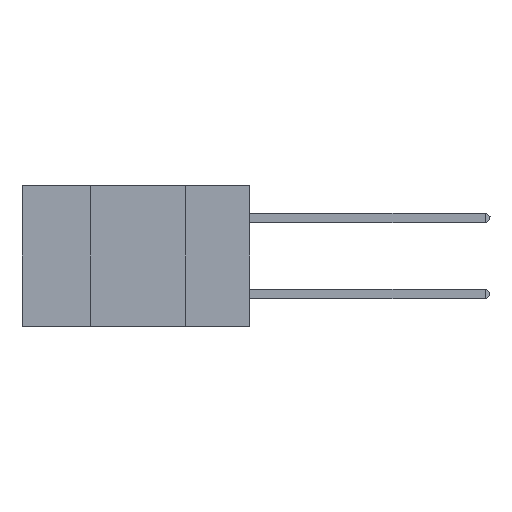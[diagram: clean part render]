
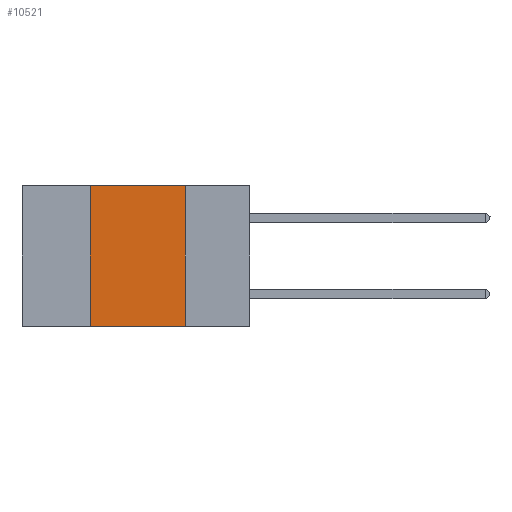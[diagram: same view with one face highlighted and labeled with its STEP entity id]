
A CAD part, left-side view. The second image highlights one B-rep face of the part: STEP entity #10521.
In plain terms, the highlighted planar face has unit normal (-1, 0, 0).
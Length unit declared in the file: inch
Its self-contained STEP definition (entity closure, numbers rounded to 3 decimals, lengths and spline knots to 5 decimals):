
#117 = LINE ( 'NONE', #7537, #21881 ) ;
#1651 = CARTESIAN_POINT ( 'NONE',  ( 0., 0.17, 0. ) ) ;
#1666 = VERTEX_POINT ( 'NONE', #2731 ) ;
#2731 = CARTESIAN_POINT ( 'NONE',  ( 0., 0.17, -0.37 ) ) ;
#2939 = VECTOR ( 'NONE', #8551, 39.37008 ) ;
#3613 = FACE_OUTER_BOUND ( 'NONE', #17582, .T. ) ;
#4360 = LINE ( 'NONE', #11998, #22473 ) ;
#6187 = CARTESIAN_POINT ( 'NONE',  ( 0., 0.42, 0. ) ) ;
#6249 = PLANE ( 'NONE',  #6695 ) ;
#6494 = CARTESIAN_POINT ( 'NONE',  ( 0., 0.6, -0.37 ) ) ;
#6695 = AXIS2_PLACEMENT_3D ( 'NONE', #14145, #10304, #16210 ) ;
#7052 = CARTESIAN_POINT ( 'NONE',  ( 0., 0.17, 0. ) ) ;
#7537 = CARTESIAN_POINT ( 'NONE',  ( 0., 0.42, 0. ) ) ;
#7913 = EDGE_CURVE ( 'NONE', #22244, #11031, #117, .T. ) ;
#8129 = DIRECTION ( 'NONE',  ( 0., 0., 1. ) ) ;
#8551 = DIRECTION ( 'NONE',  ( 0., -1., 0. ) ) ;
#9014 = CARTESIAN_POINT ( 'NONE',  ( 0., 0.42, -0.37 ) ) ;
#9830 = ORIENTED_EDGE ( 'NONE', *, *, #18068, .F. ) ;
#10304 = DIRECTION ( 'NONE',  ( 1., 0., 0. ) ) ;
#10521 = ADVANCED_FACE ( 'NONE', ( #3613 ), #6249, .F. ) ;
#11031 = VERTEX_POINT ( 'NONE', #6187 ) ;
#11386 = LINE ( 'NONE', #1651, #16017 ) ;
#11482 = VERTEX_POINT ( 'NONE', #7052 ) ;
#11998 = CARTESIAN_POINT ( 'NONE',  ( 0., 0.6, 0. ) ) ;
#12834 = ORIENTED_EDGE ( 'NONE', *, *, #7913, .F. ) ;
#14145 = CARTESIAN_POINT ( 'NONE',  ( 0., 0.6, 0. ) ) ;
#14395 = LINE ( 'NONE', #6494, #2939 ) ;
#16017 = VECTOR ( 'NONE', #21192, 39.37008 ) ;
#16210 = DIRECTION ( 'NONE',  ( 0., 0., -1. ) ) ;
#17582 = EDGE_LOOP ( 'NONE', ( #9830, #22936, #12834, #21577 ) ) ;
#17726 = EDGE_CURVE ( 'NONE', #11031, #11482, #4360, .T. ) ;
#17855 = DIRECTION ( 'NONE',  ( 0., -1., 0. ) ) ;
#18068 = EDGE_CURVE ( 'NONE', #11482, #1666, #11386, .T. ) ;
#19591 = EDGE_CURVE ( 'NONE', #22244, #1666, #14395, .T. ) ;
#21192 = DIRECTION ( 'NONE',  ( 0., 0., -1. ) ) ;
#21577 = ORIENTED_EDGE ( 'NONE', *, *, #19591, .T. ) ;
#21881 = VECTOR ( 'NONE', #8129, 39.37008 ) ;
#22244 = VERTEX_POINT ( 'NONE', #9014 ) ;
#22473 = VECTOR ( 'NONE', #17855, 39.37008 ) ;
#22936 = ORIENTED_EDGE ( 'NONE', *, *, #17726, .F. ) ;
